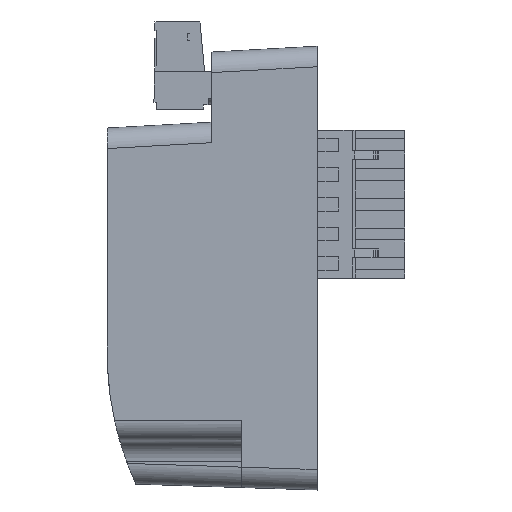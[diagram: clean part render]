
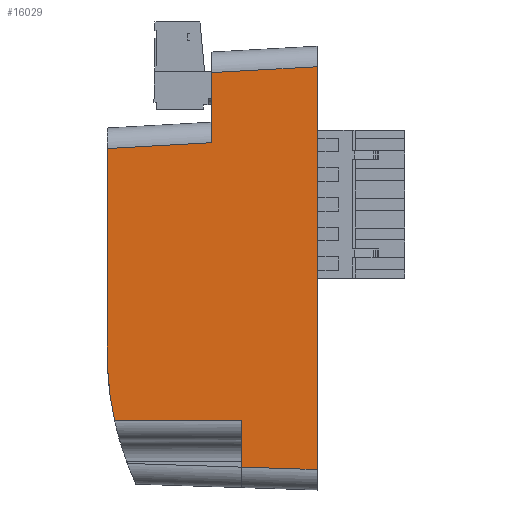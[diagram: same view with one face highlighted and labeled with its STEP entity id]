
A CAD part, left-side view. The second image highlights one B-rep face of the part: STEP entity #16029.
In plain terms, the highlighted planar face has unit normal (-1, 0, 0).
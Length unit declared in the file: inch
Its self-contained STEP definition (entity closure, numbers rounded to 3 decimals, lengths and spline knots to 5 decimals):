
#133 = ORIENTED_EDGE ( 'NONE', *, *, #19620, .T. ) ;
#410 = EDGE_CURVE ( 'NONE', #15249, #4515, #17627, .T. ) ;
#1088 = DIRECTION ( 'NONE',  ( 0., 0., -1. ) ) ;
#1856 = LINE ( 'NONE', #15955, #7074 ) ;
#1871 = LINE ( 'NONE', #13663, #23446 ) ;
#1914 = VERTEX_POINT ( 'NONE', #14622 ) ;
#2467 = ORIENTED_EDGE ( 'NONE', *, *, #17695, .F. ) ;
#2698 = VECTOR ( 'NONE', #29548, 39.37008 ) ;
#3908 = VECTOR ( 'NONE', #12702, 39.37008 ) ;
#4433 = EDGE_CURVE ( 'NONE', #15249, #1914, #1856, .T. ) ;
#4500 = EDGE_CURVE ( 'NONE', #27078, #4515, #31338, .T. ) ;
#4515 = VERTEX_POINT ( 'NONE', #11101 ) ;
#5144 = CARTESIAN_POINT ( 'NONE',  ( 0., -0.71188, -2.52087 ) ) ;
#5360 = DIRECTION ( 'NONE',  ( 0., 0., -1. ) ) ;
#5992 = CARTESIAN_POINT ( 'NONE',  ( 0., -0.71188, -2.06413 ) ) ;
#6374 = ORIENTED_EDGE ( 'NONE', *, *, #410, .F. ) ;
#6568 = ORIENTED_EDGE ( 'NONE', *, *, #12251, .T. ) ;
#7074 = VECTOR ( 'NONE', #9981, 39.37008 ) ;
#7417 = CARTESIAN_POINT ( 'NONE',  ( 0., -0.6287, -0.57511 ) ) ;
#7665 = DIRECTION ( 'NONE',  ( 0., 0., 1. ) ) ;
#8683 = VERTEX_POINT ( 'NONE', #32522 ) ;
#8869 = DIRECTION ( 'NONE',  ( 0., 0., -1. ) ) ;
#9541 = VECTOR ( 'NONE', #16900, 39.37008 ) ;
#9764 = DIRECTION ( 'NONE',  ( 1., 0., 0. ) ) ;
#9981 = DIRECTION ( 'NONE',  ( 0., -0.999, -0.032 ) ) ;
#10748 = LINE ( 'NONE', #22522, #23165 ) ;
#11101 = CARTESIAN_POINT ( 'NONE',  ( 0., 0.50787, -2.52087 ) ) ;
#12091 = PLANE ( 'NONE',  #35337 ) ;
#12251 = EDGE_CURVE ( 'NONE', #8683, #17716, #27479, .T. ) ;
#12702 = DIRECTION ( 'NONE',  ( 0., 0., 1. ) ) ;
#13663 = CARTESIAN_POINT ( 'NONE',  ( 0., 1.41339, -0.55118 ) ) ;
#14622 = CARTESIAN_POINT ( 'NONE',  ( 0., 0., -2.85229 ) ) ;
#15135 = CARTESIAN_POINT ( 'NONE',  ( 0., 0.70866, -0.17738 ) ) ;
#15249 = VERTEX_POINT ( 'NONE', #34789 ) ;
#15955 = CARTESIAN_POINT ( 'NONE',  ( 0., -0.68575, -2.87441 ) ) ;
#16029 = ADVANCED_FACE ( 'NONE', ( #26738 ), #12091, .F. ) ;
#16900 = DIRECTION ( 'NONE',  ( 0., -1., 0. ) ) ;
#17180 = ORIENTED_EDGE ( 'NONE', *, *, #18160, .F. ) ;
#17627 = LINE ( 'NONE', #17797, #2698 ) ;
#17695 = EDGE_CURVE ( 'NONE', #8683, #29703, #20950, .T. ) ;
#17716 = VERTEX_POINT ( 'NONE', #30019 ) ;
#17797 = CARTESIAN_POINT ( 'NONE',  ( 0., 0.50787, -2.06413 ) ) ;
#18061 = CARTESIAN_POINT ( 'NONE',  ( 0., 0.70866, -0.03937 ) ) ;
#18160 = EDGE_CURVE ( 'NONE', #27078, #27151, #27948, .T. ) ;
#18365 = CARTESIAN_POINT ( 'NONE',  ( 0., 0., -0.13801 ) ) ;
#19376 = DIRECTION ( 'NONE',  ( 0., 0.998, -0.056 ) ) ;
#19549 = ORIENTED_EDGE ( 'NONE', *, *, #31042, .F. ) ;
#19620 = EDGE_CURVE ( 'NONE', #34676, #29703, #28812, .T. ) ;
#19924 = CARTESIAN_POINT ( 'NONE',  ( 0., -0.60302, -0.10451 ) ) ;
#19940 = ORIENTED_EDGE ( 'NONE', *, *, #4500, .T. ) ;
#20950 = LINE ( 'NONE', #18061, #3908 ) ;
#21794 = AXIS2_PLACEMENT_3D ( 'NONE', #5992, #32525, #8869 ) ;
#22509 = ORIENTED_EDGE ( 'NONE', *, *, #4433, .T. ) ;
#22522 = CARTESIAN_POINT ( 'NONE',  ( 0., 0., 0. ) ) ;
#22898 = CARTESIAN_POINT ( 'NONE',  ( 0., 1.36454, -2.52087 ) ) ;
#23165 = VECTOR ( 'NONE', #5360, 39.37008 ) ;
#23446 = VECTOR ( 'NONE', #7665, 39.37008 ) ;
#24017 = CARTESIAN_POINT ( 'NONE',  ( 0., -0.71188, -2.06413 ) ) ;
#24946 = CARTESIAN_POINT ( 'NONE',  ( 0., 1.41339, -2.00591 ) ) ;
#25196 = EDGE_CURVE ( 'NONE', #27151, #17716, #1871, .T. ) ;
#25577 = ORIENTED_EDGE ( 'NONE', *, *, #25196, .F. ) ;
#26738 = FACE_OUTER_BOUND ( 'NONE', #37119, .T. ) ;
#27078 = VERTEX_POINT ( 'NONE', #22898 ) ;
#27151 = VERTEX_POINT ( 'NONE', #24946 ) ;
#27479 = LINE ( 'NONE', #7417, #33136 ) ;
#27948 = CIRCLE ( 'NONE', #21794, 2.12607 ) ;
#28812 = LINE ( 'NONE', #19924, #37440 ) ;
#29548 = DIRECTION ( 'NONE',  ( 0., 0., 1. ) ) ;
#29703 = VERTEX_POINT ( 'NONE', #15135 ) ;
#30019 = CARTESIAN_POINT ( 'NONE',  ( 0., 1.41339, -0.68919 ) ) ;
#31042 = EDGE_CURVE ( 'NONE', #34676, #1914, #10748, .T. ) ;
#31338 = LINE ( 'NONE', #5144, #9541 ) ;
#31852 = DIRECTION ( 'NONE',  ( 0., 0.998, -0.055 ) ) ;
#32522 = CARTESIAN_POINT ( 'NONE',  ( 0., 0.70866, -0.64982 ) ) ;
#32525 = DIRECTION ( 'NONE',  ( 1., 0., 0. ) ) ;
#33136 = VECTOR ( 'NONE', #19376, 39.37008 ) ;
#34676 = VERTEX_POINT ( 'NONE', #18365 ) ;
#34789 = CARTESIAN_POINT ( 'NONE',  ( 0., 0.50787, -2.83591 ) ) ;
#35337 = AXIS2_PLACEMENT_3D ( 'NONE', #24017, #9764, #1088 ) ;
#37119 = EDGE_LOOP ( 'NONE', ( #6374, #22509, #19549, #133, #2467, #6568, #25577, #17180, #19940 ) ) ;
#37440 = VECTOR ( 'NONE', #31852, 39.37008 ) ;
